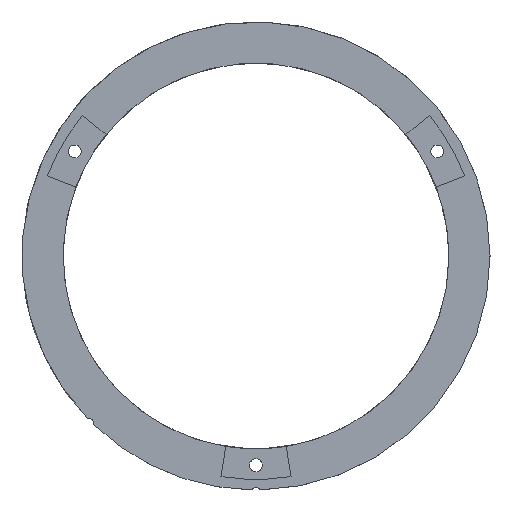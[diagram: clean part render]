
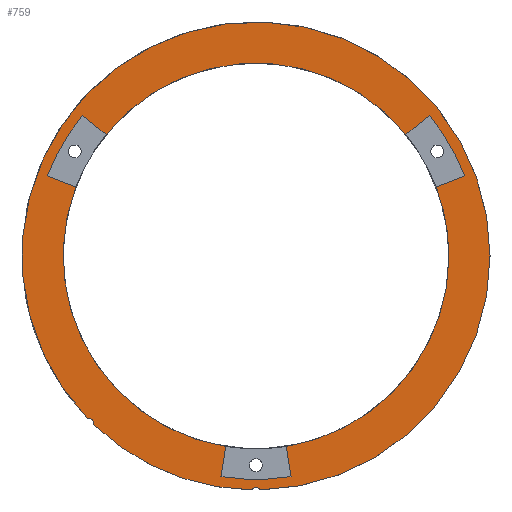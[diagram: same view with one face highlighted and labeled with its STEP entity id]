
A CAD part, top view. The second image highlights one B-rep face of the part: STEP entity #759.
In plain terms, the highlighted planar face has unit normal (0, 0, 1).
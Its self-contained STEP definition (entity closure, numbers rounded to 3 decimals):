
#32=CARTESIAN_POINT('',(227.2,0.,4.75));
#33=VERTEX_POINT('',#32);
#42=CARTESIAN_POINT('',(225.397,9.739,4.75));
#43=VERTEX_POINT('',#42);
#44=CARTESIAN_POINT('',(200.,0.,4.75));
#45=DIRECTION('',(0.,0.,-1.));
#46=DIRECTION('',(-1.,0.,0.));
#47=AXIS2_PLACEMENT_3D('',#44,#45,#46);
#48=CIRCLE('',#47,27.2);
#49=EDGE_CURVE('',#43,#33,#48,.T.);
#68=CARTESIAN_POINT('',(221.133,17.125,4.75));
#69=VERTEX_POINT('',#68);
#76=CARTESIAN_POINT('',(178.867,17.125,4.75));
#77=VERTEX_POINT('',#76);
#78=CARTESIAN_POINT('',(200.,0.,4.75));
#79=DIRECTION('',(0.,0.,-1.));
#80=DIRECTION('',(-1.,0.,0.));
#81=AXIS2_PLACEMENT_3D('',#78,#79,#80);
#82=CIRCLE('',#81,27.2);
#83=EDGE_CURVE('',#77,#69,#82,.T.);
#102=CARTESIAN_POINT('',(174.603,9.739,4.75));
#103=VERTEX_POINT('',#102);
#110=CARTESIAN_POINT('',(195.736,-26.864,4.75));
#111=VERTEX_POINT('',#110);
#112=CARTESIAN_POINT('',(200.,0.,4.75));
#113=DIRECTION('',(0.,0.,-1.));
#114=DIRECTION('',(-1.,0.,0.));
#115=AXIS2_PLACEMENT_3D('',#112,#113,#114);
#116=CIRCLE('',#115,27.2);
#117=EDGE_CURVE('',#111,#103,#116,.T.);
#136=CARTESIAN_POINT('',(204.264,-26.864,4.75));
#137=VERTEX_POINT('',#136);
#144=CARTESIAN_POINT('',(200.,0.,4.75));
#145=DIRECTION('',(0.,0.,-1.));
#146=DIRECTION('',(-1.,0.,0.));
#147=AXIS2_PLACEMENT_3D('',#144,#145,#146);
#148=CIRCLE('',#147,27.2);
#149=EDGE_CURVE('',#33,#137,#148,.T.);
#364=CARTESIAN_POINT('',(233.,0.,4.75));
#365=VERTEX_POINT('',#364);
#417=CARTESIAN_POINT('',(176.243,-22.904,4.75));
#418=VERTEX_POINT('',#417);
#425=CARTESIAN_POINT('',(200.,0.,4.75));
#426=DIRECTION('',(0.,0.,-1.));
#427=DIRECTION('',(-1.,0.,0.));
#428=AXIS2_PLACEMENT_3D('',#425,#426,#427);
#429=CIRCLE('',#428,33.);
#430=EDGE_CURVE('',#418,#365,#429,.T.);
#470=CARTESIAN_POINT('',(177.096,-23.757,4.75));
#471=VERTEX_POINT('',#470);
#478=CARTESIAN_POINT('',(176.418,-23.582,4.75));
#479=DIRECTION('',(0.,0.,-1.));
#480=DIRECTION('',(-1.,0.,0.));
#481=AXIS2_PLACEMENT_3D('',#478,#479,#480);
#482=CIRCLE('',#481,0.7);
#483=EDGE_CURVE('',#418,#471,#482,.T.);
#650=CARTESIAN_POINT('',(0.,0.,4.75));
#651=DIRECTION('',(0.,0.,-1.));
#652=DIRECTION('',(-1.,0.,0.));
#653=AXIS2_PLACEMENT_3D('',#650,#651,#652);
#654=PLANE('',#653);
#655=CARTESIAN_POINT('',(199.397,-32.994,4.75));
#656=VERTEX_POINT('',#655);
#657=CARTESIAN_POINT('',(200.,0.,4.75));
#658=DIRECTION('',(0.,0.,-1.));
#659=DIRECTION('',(-1.,0.,0.));
#660=AXIS2_PLACEMENT_3D('',#657,#658,#659);
#661=CIRCLE('',#660,33.);
#662=EDGE_CURVE('',#656,#471,#661,.T.);
#663=ORIENTED_EDGE('',*,*,#662,.F.);
#664=CARTESIAN_POINT('',(200.603,-32.994,4.75));
#665=VERTEX_POINT('',#664);
#666=CARTESIAN_POINT('',(200.,-33.35,4.75));
#667=DIRECTION('',(0.,0.,-1.));
#668=DIRECTION('',(-1.,0.,0.));
#669=AXIS2_PLACEMENT_3D('',#666,#667,#668);
#670=CIRCLE('',#669,0.7);
#671=EDGE_CURVE('',#656,#665,#670,.T.);
#672=ORIENTED_EDGE('',*,*,#671,.T.);
#673=CARTESIAN_POINT('',(200.,0.,4.75));
#674=DIRECTION('',(0.,0.,-1.));
#675=DIRECTION('',(-1.,0.,0.));
#676=AXIS2_PLACEMENT_3D('',#673,#674,#675);
#677=CIRCLE('',#676,33.);
#678=EDGE_CURVE('',#365,#665,#677,.T.);
#679=ORIENTED_EDGE('',*,*,#678,.F.);
#680=ORIENTED_EDGE('',*,*,#430,.F.);
#681=ORIENTED_EDGE('',*,*,#483,.T.);
#682=EDGE_LOOP('',(#663,#672,#679,#680,#681));
#683=FACE_BOUND('',#682,.T.);
#684=CARTESIAN_POINT('',(224.473,19.832,4.75));
#685=VERTEX_POINT('',#684);
#686=CARTESIAN_POINT('',(229.412,11.279,4.75));
#687=VERTEX_POINT('',#686);
#688=CARTESIAN_POINT('',(200.,-0.,4.75));
#689=DIRECTION('',(0.,0.,-1.));
#690=DIRECTION('',(-1.,0.,0.));
#691=AXIS2_PLACEMENT_3D('',#688,#689,#690);
#692=CIRCLE('',#691,31.5);
#693=EDGE_CURVE('',#685,#687,#692,.T.);
#694=ORIENTED_EDGE('',*,*,#693,.T.);
#695=CARTESIAN_POINT('',(229.412,11.279,4.75));
#696=DIRECTION('',(-0.934,-0.358,0.));
#697=VECTOR('',#696,4.3);
#698=LINE('',#695,#697);
#699=EDGE_CURVE('',#687,#43,#698,.T.);
#700=ORIENTED_EDGE('',*,*,#699,.T.);
#701=ORIENTED_EDGE('',*,*,#49,.T.);
#702=ORIENTED_EDGE('',*,*,#149,.T.);
#703=CARTESIAN_POINT('',(204.938,-31.111,4.75));
#704=VERTEX_POINT('',#703);
#705=CARTESIAN_POINT('',(204.938,-31.111,4.75));
#706=DIRECTION('',(-0.157,0.988,0.));
#707=VECTOR('',#706,4.3);
#708=LINE('',#705,#707);
#709=EDGE_CURVE('',#704,#137,#708,.T.);
#710=ORIENTED_EDGE('',*,*,#709,.F.);
#711=CARTESIAN_POINT('',(195.062,-31.111,4.75));
#712=VERTEX_POINT('',#711);
#713=CARTESIAN_POINT('',(200.,0.,4.75));
#714=DIRECTION('',(0.,0.,-1.));
#715=DIRECTION('',(-1.,0.,0.));
#716=AXIS2_PLACEMENT_3D('',#713,#714,#715);
#717=CIRCLE('',#716,31.5);
#718=EDGE_CURVE('',#704,#712,#717,.T.);
#719=ORIENTED_EDGE('',*,*,#718,.T.);
#720=CARTESIAN_POINT('',(195.062,-31.111,4.75));
#721=DIRECTION('',(0.157,0.988,0.));
#722=VECTOR('',#721,4.3);
#723=LINE('',#720,#722);
#724=EDGE_CURVE('',#712,#111,#723,.T.);
#725=ORIENTED_EDGE('',*,*,#724,.T.);
#726=ORIENTED_EDGE('',*,*,#117,.T.);
#727=CARTESIAN_POINT('',(170.588,11.279,4.75));
#728=VERTEX_POINT('',#727);
#729=CARTESIAN_POINT('',(170.588,11.279,4.75));
#730=DIRECTION('',(0.934,-0.358,0.));
#731=VECTOR('',#730,4.3);
#732=LINE('',#729,#731);
#733=EDGE_CURVE('',#728,#103,#732,.T.);
#734=ORIENTED_EDGE('',*,*,#733,.F.);
#735=CARTESIAN_POINT('',(175.527,19.832,4.75));
#736=VERTEX_POINT('',#735);
#737=CARTESIAN_POINT('',(200.,-0.,4.75));
#738=DIRECTION('',(0.,0.,-1.));
#739=DIRECTION('',(-1.,0.,0.));
#740=AXIS2_PLACEMENT_3D('',#737,#738,#739);
#741=CIRCLE('',#740,31.5);
#742=EDGE_CURVE('',#728,#736,#741,.T.);
#743=ORIENTED_EDGE('',*,*,#742,.T.);
#744=CARTESIAN_POINT('',(175.527,19.832,4.75));
#745=DIRECTION('',(0.777,-0.63,0.));
#746=VECTOR('',#745,4.3);
#747=LINE('',#744,#746);
#748=EDGE_CURVE('',#736,#77,#747,.T.);
#749=ORIENTED_EDGE('',*,*,#748,.T.);
#750=ORIENTED_EDGE('',*,*,#83,.T.);
#751=CARTESIAN_POINT('',(224.473,19.832,4.75));
#752=DIRECTION('',(-0.777,-0.63,0.));
#753=VECTOR('',#752,4.3);
#754=LINE('',#751,#753);
#755=EDGE_CURVE('',#685,#69,#754,.T.);
#756=ORIENTED_EDGE('',*,*,#755,.F.);
#757=EDGE_LOOP('',(#694,#700,#701,#702,#710,#719,#725,#726,#734,#743,#749,#750,#756));
#758=FACE_BOUND('',#757,.T.);
#759=ADVANCED_FACE('',(#683,#758),#654,.F.);
